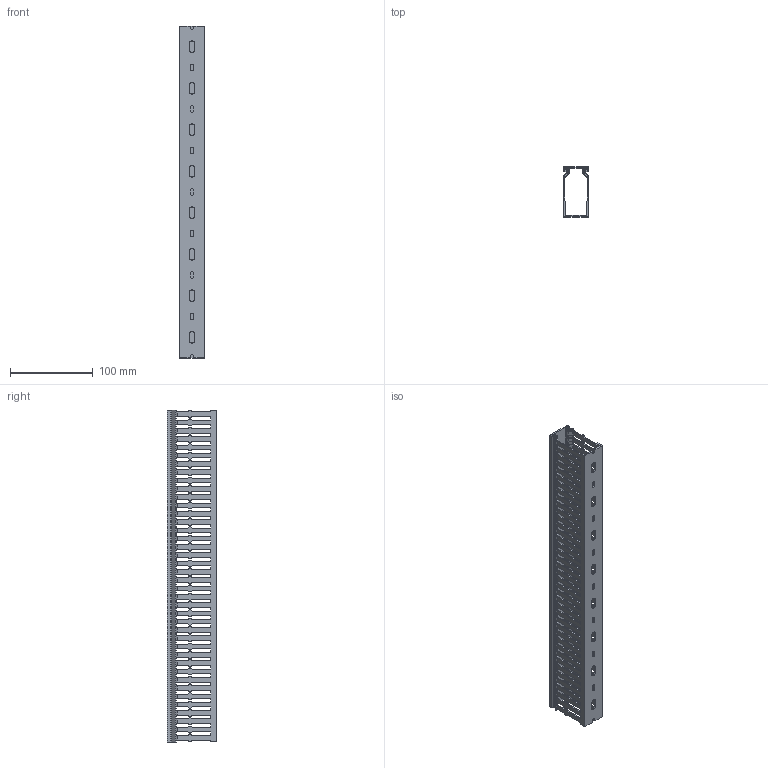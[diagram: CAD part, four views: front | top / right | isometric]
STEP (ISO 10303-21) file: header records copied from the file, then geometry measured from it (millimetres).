
FILE_DESCRIPTION (( 'STEP AP214' ), '1' );
FILE_NAME ('6132498.stp', '2022-08-31T07:52:28', ( '' ), ( '' ), 'SwSTEP 2.0', 'SolidWorks 2020', '' );
FILE_SCHEMA (( 'AUTOMOTIVE_DESIGN' ));
Length unit declared in the file: millimetre
Products named in the file (3): 6132498; 214111_Standard; 214053_Standard
Assembly tree (2 placements, depth 2):
  6132498
    214111_Standard
    214053_Standard
Bounding box: 30 x 60 x 400 mm (x, y, z)
Volume: 98628 mm3; surface area: 147289.7 mm2
Topology: 2 solids, 2 shells, 2114 faces, 6170 edges, 4060 vertices
Faces by surface type: plane 1188, cylinder 926
Entity records: 98390 total; most frequent: CARTESIAN_POINT 19149, ORIENTED_EDGE 12340, DIRECTION 11300, EDGE_CURVE 6170, VERTEX_POINT 4060, VECTOR 3998, LINE 3998, AXIS2_PLACEMENT_3D 3651
